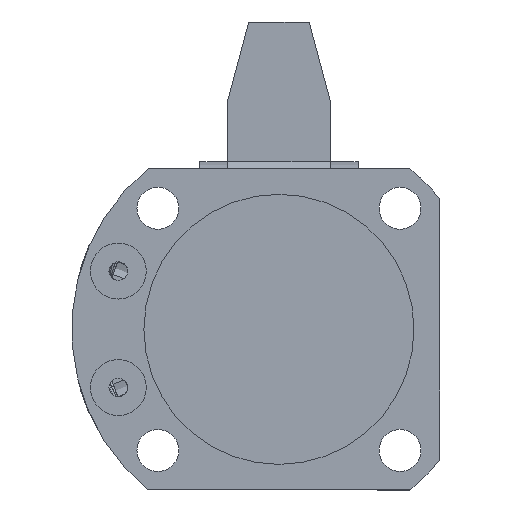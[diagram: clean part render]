
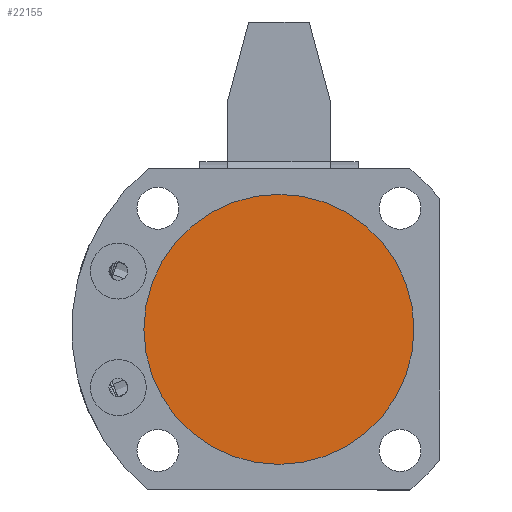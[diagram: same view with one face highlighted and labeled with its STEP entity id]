
A CAD part, front view. The second image highlights one B-rep face of the part: STEP entity #22155.
In plain terms, the highlighted planar face has unit normal (0, -1, 0).
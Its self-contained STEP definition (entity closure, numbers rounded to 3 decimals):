
#512 = PLANE ( 'NONE',  #16133 ) ;
#1324 = VERTEX_POINT ( 'NONE', #12067 ) ;
#2240 = CARTESIAN_POINT ( 'NONE',  ( 0., -65., 0. ) ) ;
#4025 = DIRECTION ( 'NONE',  ( 0., 0., 1. ) ) ;
#5309 = FACE_OUTER_BOUND ( 'NONE', #9748, .T. ) ;
#5967 = CARTESIAN_POINT ( 'NONE',  ( 0., -65., 0. ) ) ;
#7569 = CARTESIAN_POINT ( 'NONE',  ( 29., -65., 0. ) ) ;
#7719 = DIRECTION ( 'NONE',  ( 0., 0., 1. ) ) ;
#9318 = DIRECTION ( 'NONE',  ( 0., 0., -1. ) ) ;
#9681 = VERTEX_POINT ( 'NONE', #13982 ) ;
#9748 = EDGE_LOOP ( 'NONE', ( #11914, #16414 ) ) ;
#10298 = EDGE_CURVE ( 'NONE', #9681, #1324, #15123, .T. ) ;
#10628 = AXIS2_PLACEMENT_3D ( 'NONE', #5967, #18235, #7719 ) ;
#10729 = AXIS2_PLACEMENT_3D ( 'NONE', #2240, #14522, #4025 ) ;
#11914 = ORIENTED_EDGE ( 'NONE', *, *, #10298, .F. ) ;
#12067 = CARTESIAN_POINT ( 'NONE',  ( 0., -65., -29. ) ) ;
#13246 = EDGE_CURVE ( 'NONE', #1324, #9681, #20032, .T. ) ;
#13982 = CARTESIAN_POINT ( 'NONE',  ( 0., -65., 29. ) ) ;
#14522 = DIRECTION ( 'NONE',  ( 0., 1., 0. ) ) ;
#15123 = CIRCLE ( 'NONE', #10628, 29. ) ;
#16133 = AXIS2_PLACEMENT_3D ( 'NONE', #7569, #19877, #9318 ) ;
#16414 = ORIENTED_EDGE ( 'NONE', *, *, #13246, .F. ) ;
#18235 = DIRECTION ( 'NONE',  ( 0., 1., 0. ) ) ;
#19877 = DIRECTION ( 'NONE',  ( 0., -1., 0. ) ) ;
#20032 = CIRCLE ( 'NONE', #10729, 29. ) ;
#22155 = ADVANCED_FACE ( 'NONE', ( #5309 ), #512, .T. ) ;
